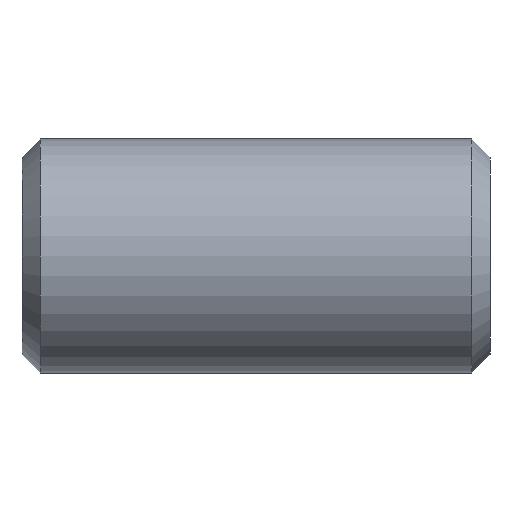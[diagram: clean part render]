
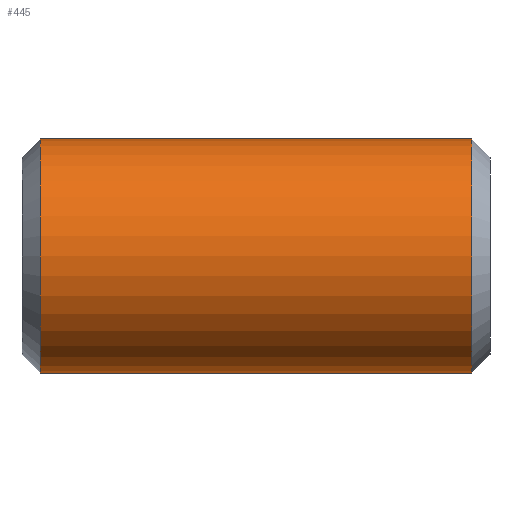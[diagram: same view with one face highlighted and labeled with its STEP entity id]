
A CAD part, left-side view. The second image highlights one B-rep face of the part: STEP entity #445.
In plain terms, the highlighted cylindrical face has radius 6.35 mm (diameter 12.7 mm), a partial arc.
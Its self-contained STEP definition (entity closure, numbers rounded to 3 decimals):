
#1 = CIRCLE ( 'NONE', #478, 6.35 ) ;
#7 = VERTEX_POINT ( 'NONE', #11 ) ;
#11 = CARTESIAN_POINT ( 'NONE',  ( 0., 1., -6.35 ) ) ;
#18 = VERTEX_POINT ( 'NONE', #387 ) ;
#30 = DIRECTION ( 'NONE',  ( 0., -1., 0. ) ) ;
#42 = VERTEX_POINT ( 'NONE', #308 ) ;
#62 = CARTESIAN_POINT ( 'NONE',  ( 0., 24.4, -6.35 ) ) ;
#74 = CARTESIAN_POINT ( 'NONE',  ( 0., -4.973, 0. ) ) ;
#104 = CARTESIAN_POINT ( 'NONE',  ( 0., -4.973, -6.35 ) ) ;
#131 = ORIENTED_EDGE ( 'NONE', *, *, #241, .T. ) ;
#147 = DIRECTION ( 'NONE',  ( 0., -1., 0. ) ) ;
#180 = CARTESIAN_POINT ( 'NONE',  ( 0., -4.973, 6.35 ) ) ;
#200 = AXIS2_PLACEMENT_3D ( 'NONE', #74, #147, #270 ) ;
#240 = ORIENTED_EDGE ( 'NONE', *, *, #338, .F. ) ;
#241 = EDGE_CURVE ( 'NONE', #18, #282, #332, .T. ) ;
#248 = EDGE_LOOP ( 'NONE', ( #240, #131, #273, #288 ) ) ;
#252 = VECTOR ( 'NONE', #438, 1000. ) ;
#260 = DIRECTION ( 'NONE',  ( 0., -1., 0. ) ) ;
#266 = EDGE_CURVE ( 'NONE', #282, #7, #335, .T. ) ;
#270 = DIRECTION ( 'NONE',  ( 0., 0., -1. ) ) ;
#273 = ORIENTED_EDGE ( 'NONE', *, *, #266, .T. ) ;
#282 = VERTEX_POINT ( 'NONE', #62 ) ;
#288 = ORIENTED_EDGE ( 'NONE', *, *, #297, .F. ) ;
#296 = CARTESIAN_POINT ( 'NONE',  ( 0., 24.4, 0. ) ) ;
#297 = EDGE_CURVE ( 'NONE', #42, #7, #1, .T. ) ;
#301 = VECTOR ( 'NONE', #30, 1000. ) ;
#308 = CARTESIAN_POINT ( 'NONE',  ( 0., 1., 6.35 ) ) ;
#311 = FACE_OUTER_BOUND ( 'NONE', #248, .T. ) ;
#315 = AXIS2_PLACEMENT_3D ( 'NONE', #296, #440, #439 ) ;
#327 = DIRECTION ( 'NONE',  ( 0., 0., -1. ) ) ;
#332 = CIRCLE ( 'NONE', #315, 6.35 ) ;
#335 = LINE ( 'NONE', #104, #301 ) ;
#338 = EDGE_CURVE ( 'NONE', #18, #42, #381, .T. ) ;
#381 = LINE ( 'NONE', #180, #252 ) ;
#387 = CARTESIAN_POINT ( 'NONE',  ( 0., 24.4, 6.35 ) ) ;
#407 = CARTESIAN_POINT ( 'NONE',  ( 0., 1., 0. ) ) ;
#438 = DIRECTION ( 'NONE',  ( 0., -1., 0. ) ) ;
#439 = DIRECTION ( 'NONE',  ( 0., 0., -1. ) ) ;
#440 = DIRECTION ( 'NONE',  ( 0., -1., 0. ) ) ;
#444 = CYLINDRICAL_SURFACE ( 'NONE', #200, 6.35 ) ;
#445 = ADVANCED_FACE ( 'NONE', ( #311 ), #444, .T. ) ;
#478 = AXIS2_PLACEMENT_3D ( 'NONE', #407, #260, #327 ) ;
